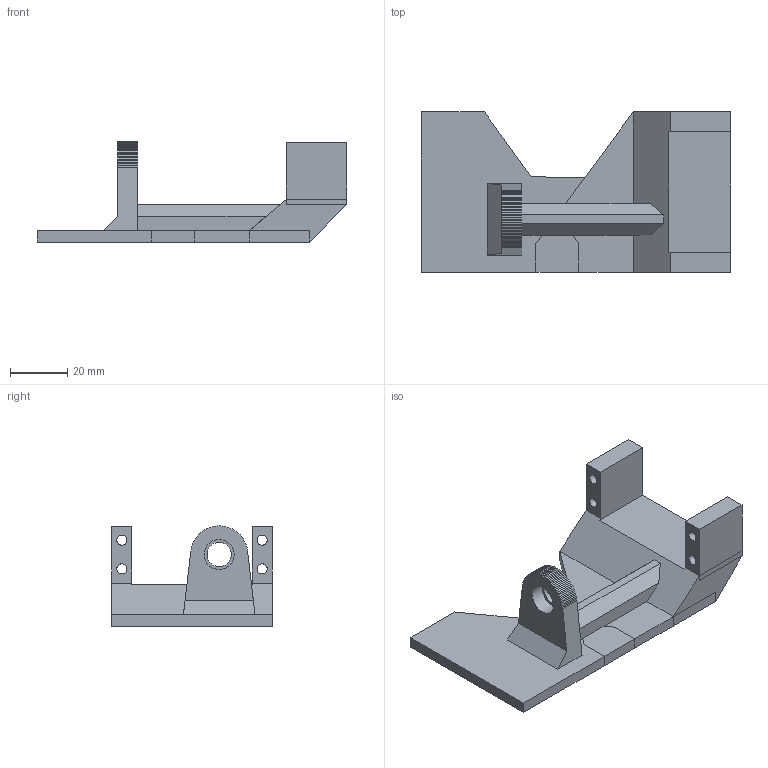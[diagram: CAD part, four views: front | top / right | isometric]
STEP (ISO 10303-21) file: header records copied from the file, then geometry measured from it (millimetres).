
FILE_DESCRIPTION(('FreeCAD Model'),'2;1');
FILE_NAME('rightFoot.step', '2015-04-09T03:19:15',('FreeCAD'),('FreeCAD'), 'Open CASCADE STEP processor 6.7','FreeCAD','Unknown');
FILE_SCHEMA(('AUTOMOTIVE_DESIGN_CC2 { 1 2 10303 214 -1 1 5 4 }'));
Length unit declared in the file: millimetre
Products named in the file (1): Cut088009
Bounding box: 108 x 56 x 35 mm (x, y, z)
Volume: 45536.6 mm3; surface area: 17917.1 mm2
Topology: 1 solids, 1 shells, 110 faces, 310 edges, 203 vertices
Faces by surface type: plane 104, cylinder 6
Full cylindrical faces by diameter (mm): 3.5 x4, 8.5 x1, 10.5 x1
Entity records: 7497 total; most frequent: CARTESIAN_POINT 1314, DIRECTION 1104, LINE 848, VECTOR 848, ORIENTED_EDGE 620, PCURVE 620, DEFINITIONAL_REPRESENTATION 620, EDGE_CURVE 310
